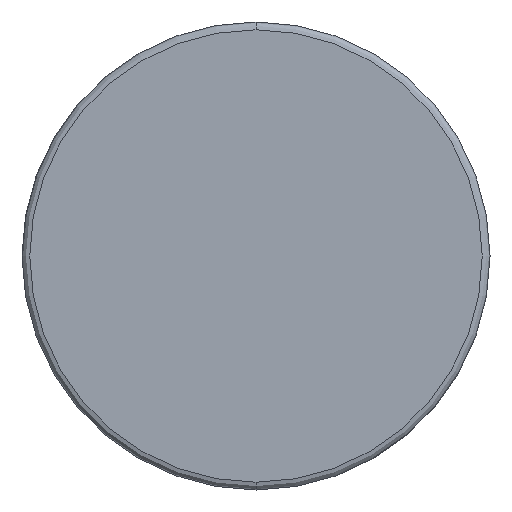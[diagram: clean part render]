
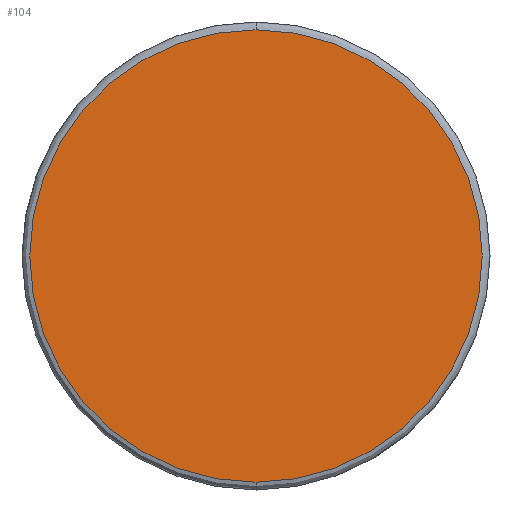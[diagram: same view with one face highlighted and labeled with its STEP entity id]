
A CAD part, front view. The second image highlights one B-rep face of the part: STEP entity #104.
In plain terms, the highlighted planar face has unit normal (0, -1, 0).
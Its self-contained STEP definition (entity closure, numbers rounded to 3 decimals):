
#5 = DIRECTION ( 'NONE',  ( 0., 1., 0. ) ) ;
#9 = AXIS2_PLACEMENT_3D ( 'NONE', #29, #5, #268 ) ;
#19 = DIRECTION ( 'NONE',  ( 0., -1., 0. ) ) ;
#29 = CARTESIAN_POINT ( 'NONE',  ( 0., 0., 0. ) ) ;
#42 = ORIENTED_EDGE ( 'NONE', *, *, #175, .T. ) ;
#49 = VERTEX_POINT ( 'NONE', #224 ) ;
#79 = DIRECTION ( 'NONE',  ( 0., 0., 1. ) ) ;
#89 = VERTEX_POINT ( 'NONE', #265 ) ;
#93 = AXIS2_PLACEMENT_3D ( 'NONE', #272, #19, #166 ) ;
#104 = ADVANCED_FACE ( 'NONE', ( #107 ), #140, .F. ) ;
#107 = FACE_OUTER_BOUND ( 'NONE', #259, .T. ) ;
#137 = CIRCLE ( 'NONE', #240, 5.8 ) ;
#140 = PLANE ( 'NONE',  #9 ) ;
#166 = DIRECTION ( 'NONE',  ( 0., 0., 1. ) ) ;
#175 = EDGE_CURVE ( 'NONE', #49, #89, #137, .T. ) ;
#182 = CARTESIAN_POINT ( 'NONE',  ( 0., 0., 0. ) ) ;
#224 = CARTESIAN_POINT ( 'NONE',  ( 0., 0., -5.8 ) ) ;
#226 = CIRCLE ( 'NONE', #93, 5.8 ) ;
#227 = ORIENTED_EDGE ( 'NONE', *, *, #250, .T. ) ;
#240 = AXIS2_PLACEMENT_3D ( 'NONE', #182, #251, #79 ) ;
#250 = EDGE_CURVE ( 'NONE', #89, #49, #226, .T. ) ;
#251 = DIRECTION ( 'NONE',  ( 0., -1., 0. ) ) ;
#259 = EDGE_LOOP ( 'NONE', ( #227, #42 ) ) ;
#265 = CARTESIAN_POINT ( 'NONE',  ( 0., 0., 5.8 ) ) ;
#268 = DIRECTION ( 'NONE',  ( 0., 0., 1. ) ) ;
#272 = CARTESIAN_POINT ( 'NONE',  ( 0., 0., 0. ) ) ;
